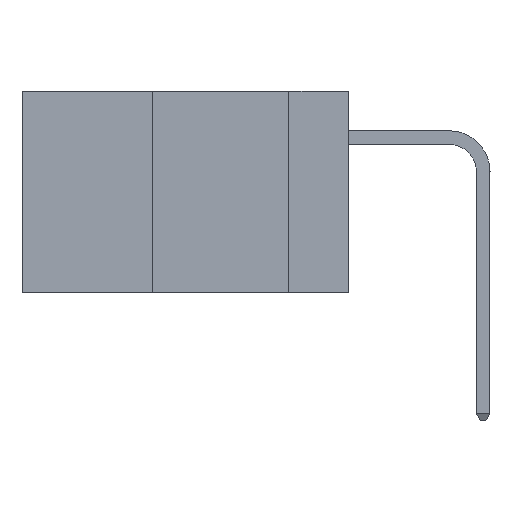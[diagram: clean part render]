
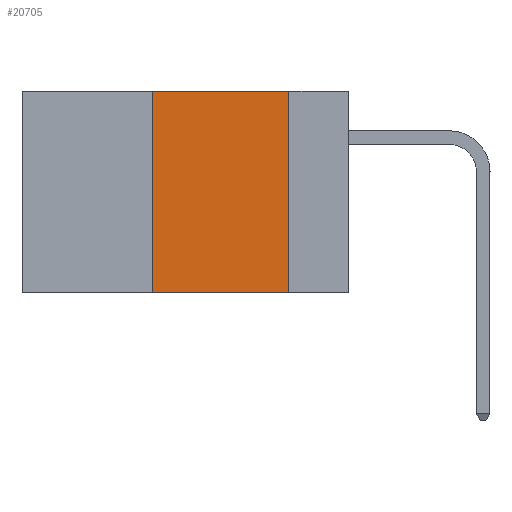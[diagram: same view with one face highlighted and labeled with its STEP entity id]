
A CAD part, left-side view. The second image highlights one B-rep face of the part: STEP entity #20705.
In plain terms, the highlighted planar face has unit normal (-1, 0, 0).
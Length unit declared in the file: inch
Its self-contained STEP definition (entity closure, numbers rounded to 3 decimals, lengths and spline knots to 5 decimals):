
#2 = EDGE_CURVE ( 'NONE', #1156, #21883, #27157, .T. ) ;
#279 = CARTESIAN_POINT ( 'NONE',  ( 0., 0.36, -0.37 ) ) ;
#1156 = VERTEX_POINT ( 'NONE', #279 ) ;
#1222 = VERTEX_POINT ( 'NONE', #12905 ) ;
#1333 = CARTESIAN_POINT ( 'NONE',  ( 0., 0.36, 0. ) ) ;
#1527 = FACE_OUTER_BOUND ( 'NONE', #35229, .T. ) ;
#2043 = VERTEX_POINT ( 'NONE', #26628 ) ;
#2129 = VECTOR ( 'NONE', #29192, 39.37008 ) ;
#3215 = AXIS2_PLACEMENT_3D ( 'NONE', #16474, #35785, #26073 ) ;
#4832 = CARTESIAN_POINT ( 'NONE',  ( 0., 0.6, -0.37 ) ) ;
#6437 = LINE ( 'NONE', #4832, #15522 ) ;
#8042 = DIRECTION ( 'NONE',  ( 0., 0., 1. ) ) ;
#9818 = CARTESIAN_POINT ( 'NONE',  ( 0., 0.6, 0. ) ) ;
#12631 = ORIENTED_EDGE ( 'NONE', *, *, #36630, .T. ) ;
#12905 = CARTESIAN_POINT ( 'NONE',  ( 0., 0.11, -0.37 ) ) ;
#13480 = PLANE ( 'NONE',  #3215 ) ;
#13747 = DIRECTION ( 'NONE',  ( 0., 0., -1. ) ) ;
#15522 = VECTOR ( 'NONE', #39734, 39.37008 ) ;
#16474 = CARTESIAN_POINT ( 'NONE',  ( 0., 0.6, 0. ) ) ;
#18567 = VECTOR ( 'NONE', #8042, 39.37008 ) ;
#19223 = LINE ( 'NONE', #26473, #24761 ) ;
#20705 = ADVANCED_FACE ( 'NONE', ( #1527 ), #13480, .F. ) ;
#21883 = VERTEX_POINT ( 'NONE', #28406 ) ;
#23921 = EDGE_CURVE ( 'NONE', #2043, #1222, #19223, .T. ) ;
#24761 = VECTOR ( 'NONE', #13747, 39.37008 ) ;
#24966 = ORIENTED_EDGE ( 'NONE', *, *, #2, .F. ) ;
#26073 = DIRECTION ( 'NONE',  ( 0., 0., -1. ) ) ;
#26473 = CARTESIAN_POINT ( 'NONE',  ( 0., 0.11, 0. ) ) ;
#26628 = CARTESIAN_POINT ( 'NONE',  ( 0., 0.11, 0. ) ) ;
#27157 = LINE ( 'NONE', #1333, #18567 ) ;
#27619 = EDGE_CURVE ( 'NONE', #21883, #2043, #34359, .T. ) ;
#28406 = CARTESIAN_POINT ( 'NONE',  ( 0., 0.36, 0. ) ) ;
#29192 = DIRECTION ( 'NONE',  ( 0., -1., 0. ) ) ;
#34346 = ORIENTED_EDGE ( 'NONE', *, *, #23921, .F. ) ;
#34359 = LINE ( 'NONE', #9818, #2129 ) ;
#35229 = EDGE_LOOP ( 'NONE', ( #34346, #35950, #24966, #12631 ) ) ;
#35785 = DIRECTION ( 'NONE',  ( 1., 0., 0. ) ) ;
#35950 = ORIENTED_EDGE ( 'NONE', *, *, #27619, .F. ) ;
#36630 = EDGE_CURVE ( 'NONE', #1156, #1222, #6437, .T. ) ;
#39734 = DIRECTION ( 'NONE',  ( 0., -1., 0. ) ) ;
